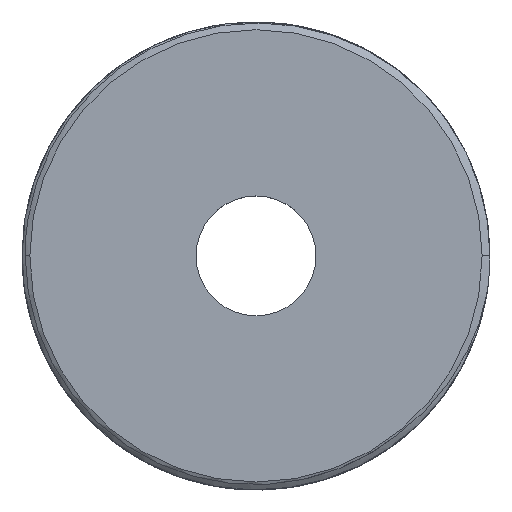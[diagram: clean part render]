
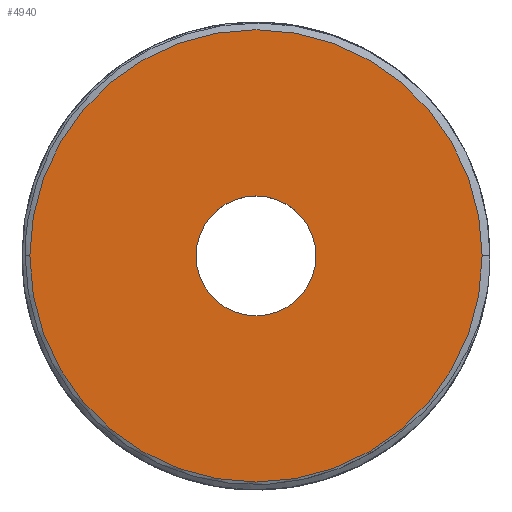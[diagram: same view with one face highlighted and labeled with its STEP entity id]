
A CAD part, top view. The second image highlights one B-rep face of the part: STEP entity #4940.
In plain terms, the highlighted planar face has unit normal (0, 0, 1).
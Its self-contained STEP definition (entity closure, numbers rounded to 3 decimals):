
#2201=CARTESIAN_POINT('',(7.987,-3.922,2.577));
#2202=DIRECTION('',(0.,0.,1.));
#2203=DIRECTION('',(-1.,0.,0.));
#2204=AXIS2_PLACEMENT_3D('',#2201,#2202,#2203);
#2206=CARTESIAN_POINT('',(7.987,-3.922,2.577));
#2207=DIRECTION('',(0.,0.,1.));
#2208=DIRECTION('',(1.,0.,0.));
#2209=AXIS2_PLACEMENT_3D('',#2206,#2207,#2208);
#2211=CARTESIAN_POINT('',(7.987,-3.922,2.577));
#2212=DIRECTION('',(0.,0.,-1.));
#2213=DIRECTION('',(-1.,0.,0.));
#2214=AXIS2_PLACEMENT_3D('',#2211,#2212,#2213);
#2216=CARTESIAN_POINT('',(7.987,-3.922,2.577));
#2217=DIRECTION('',(0.,0.,-1.));
#2218=DIRECTION('',(1.,0.,0.));
#2219=AXIS2_PLACEMENT_3D('',#2216,#2217,#2218);
#2347=CARTESIAN_POINT('',(20.692,-3.922,2.577));
#2349=VERTEX_POINT('',#2347);
#2366=CARTESIAN_POINT('',(-4.717,-3.922,
2.577));
#2367=VERTEX_POINT('',#2366);
#2368=CARTESIAN_POINT('',(11.353,-3.922,2.577));
#2370=VERTEX_POINT('',#2368);
#2380=CARTESIAN_POINT('',(4.622,-3.922,2.577));
#2381=VERTEX_POINT('',#2380);
#4925=CARTESIAN_POINT('',(7.987,-0.556,
2.577));
#4926=DIRECTION('',(0.,0.,-1.));
#4927=DIRECTION('',(-1.,0.,0.));
#4928=AXIS2_PLACEMENT_3D('',#4925,#4926,#4927);
#4929=PLANE('',#4928);
#4930=ORIENTED_EDGE('',*,*,#4351,.F.);
#4931=ORIENTED_EDGE('',*,*,#4335,.F.);
#4932=EDGE_LOOP('',(#4930,#4931));
#4933=FACE_OUTER_BOUND('',#4932,.F.);
#4935=ORIENTED_EDGE('',*,*,#4934,.F.);
#4937=ORIENTED_EDGE('',*,*,#4936,.F.);
#4938=EDGE_LOOP('',(#4935,#4937));
#4939=FACE_BOUND('',#4938,.F.);
#4940=ADVANCED_FACE('',(#4933,#4939),#4929,.F.);
#2205=CIRCLE('',#2204,12.705);
#2210=CIRCLE('',#2209,12.705);
#2215=CIRCLE('',#2214,3.366);
#2220=CIRCLE('',#2219,3.366);
#4335=EDGE_CURVE('',#2349,#2367,#2210,.T.);
#4351=EDGE_CURVE('',#2367,#2349,#2205,.T.);
#4934=EDGE_CURVE('',#2381,#2370,#2215,.T.);
#4936=EDGE_CURVE('',#2370,#2381,#2220,.T.);
